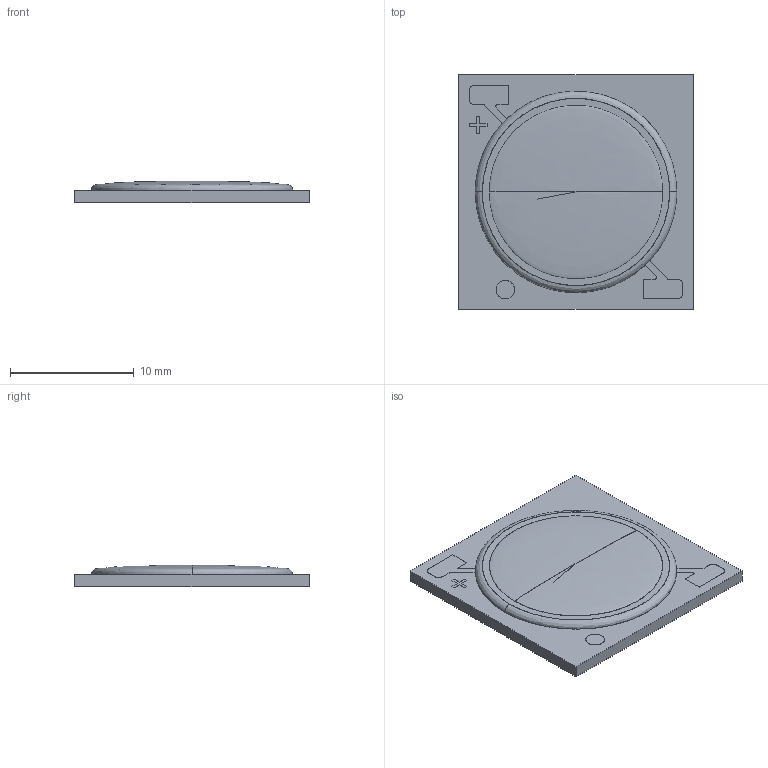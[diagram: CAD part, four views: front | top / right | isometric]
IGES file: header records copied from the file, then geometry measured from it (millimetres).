
Start section: SolidWorks IGES file using analytic representation for surfaces
Global section: file name: NFxxxJLC-Vx.IGS,15; native system: HSolidWorks 2022; preprocessor: SolidWorks 2022; author: HIshizawa; date: 250804.135126; units: metre
Bounding box: 19 x 19 x 1.75 mm (x, y, z)
Surface area: 1574.4 mm2 (no closed solid volume)
Topology: 0 solids, 0 shells, 59 faces, 432 edges, 430 vertices
Faces by surface type: bspline 49, revolution 10
